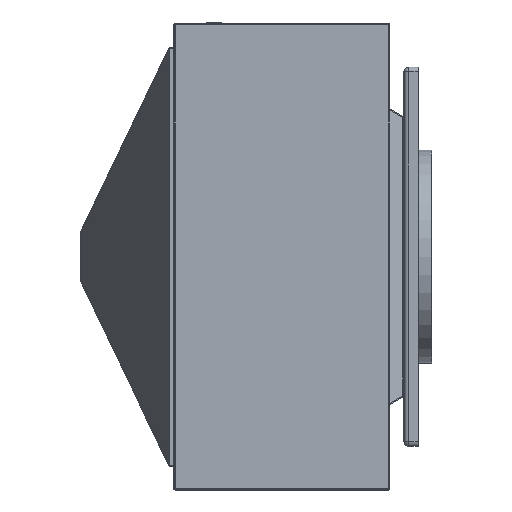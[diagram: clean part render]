
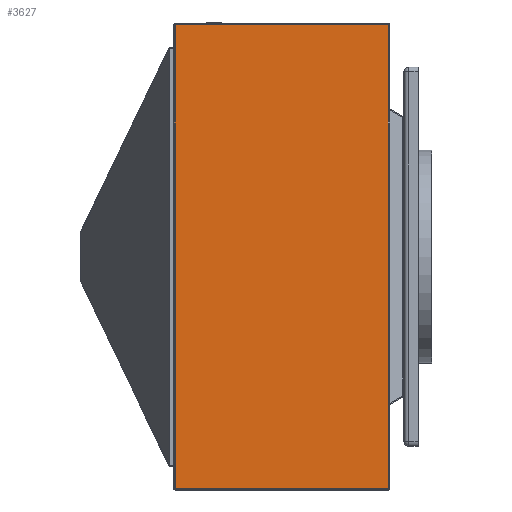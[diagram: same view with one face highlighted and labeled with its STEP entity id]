
A CAD part, left-side view. The second image highlights one B-rep face of the part: STEP entity #3627.
In plain terms, the highlighted planar face has unit normal (-1, 0, 0).
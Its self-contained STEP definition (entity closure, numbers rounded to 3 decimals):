
#3062 = DIRECTION ( 'NONE',  ( 0., 1., 0. ) ) ;
#3063 = VECTOR ( 'NONE', #3062, 1000. ) ;
#3064 = CARTESIAN_POINT ( 'NONE',  ( -492., 515.333, 489. ) ) ;
#3065 = LINE ( 'NONE', #3064, #3063 ) ;
#3066 = CARTESIAN_POINT ( 'NONE',  ( -492., 63., 489. ) ) ;
#3067 = DIRECTION ( 'NONE',  ( 0., 0., 1. ) ) ;
#3068 = VECTOR ( 'NONE', #3067, 1000. ) ;
#3069 = CARTESIAN_POINT ( 'NONE',  ( -492., 63., -492. ) ) ;
#3070 = LINE ( 'NONE', #3069, #3068 ) ;
#3071 = CARTESIAN_POINT ( 'NONE',  ( -492., 63., -489. ) ) ;
#3072 = DIRECTION ( 'NONE',  ( 0., -1., 0. ) ) ;
#3073 = VECTOR ( 'NONE', #3072, 1000. ) ;
#3074 = CARTESIAN_POINT ( 'NONE',  ( -492., 515.333, -489. ) ) ;
#3075 = LINE ( 'NONE', #3074, #3073 ) ;
#3076 = CARTESIAN_POINT ( 'NONE',  ( -492., 512.333, -489. ) ) ;
#3077 = CARTESIAN_POINT ( 'NONE',  ( -492., 512.333, 489. ) ) ;
#3078 = DIRECTION ( 'NONE',  ( 0., 0., -1. ) ) ;
#3079 = VECTOR ( 'NONE', #3078, 1000. ) ;
#3080 = CARTESIAN_POINT ( 'NONE',  ( -492., 512.333, -492. ) ) ;
#3081 = LINE ( 'NONE', #3080, #3079 ) ;
#3627 = ADVANCED_FACE ( 'NONE', ( #10893 ), #10892, .F. ) ;
#3628 = EDGE_LOOP ( 'NONE', ( #3629, #3633, #3636, #3639 ) ) ;
#3629 = ORIENTED_EDGE ( 'NONE', *, *, #3630, .T. ) ;
#3630 = EDGE_CURVE ( 'NONE', #3631, #3632, #3081, .T. ) ;
#3631 = VERTEX_POINT ( 'NONE', #3077 ) ;
#3632 = VERTEX_POINT ( 'NONE', #3076 ) ;
#3633 = ORIENTED_EDGE ( 'NONE', *, *, #3634, .T. ) ;
#3634 = EDGE_CURVE ( 'NONE', #3632, #3635, #3075, .T. ) ;
#3635 = VERTEX_POINT ( 'NONE', #3071 ) ;
#3636 = ORIENTED_EDGE ( 'NONE', *, *, #3637, .T. ) ;
#3637 = EDGE_CURVE ( 'NONE', #3635, #3638, #3070, .T. ) ;
#3638 = VERTEX_POINT ( 'NONE', #3066 ) ;
#3639 = ORIENTED_EDGE ( 'NONE', *, *, #3640, .T. ) ;
#3640 = EDGE_CURVE ( 'NONE', #3638, #3631, #3065, .T. ) ;
#9875 = DIRECTION ( 'NONE',  ( 0., 0., -1. ) ) ;
#10889 = DIRECTION ( 'NONE',  ( 1., 0., 0. ) ) ;
#10890 = CARTESIAN_POINT ( 'NONE',  ( -492., 515.333, -492. ) ) ;
#10891 = AXIS2_PLACEMENT_3D ( 'NONE', #10890, #10889, #9875 ) ;
#10892 = PLANE ( 'NONE',  #10891 ) ;
#10893 = FACE_OUTER_BOUND ( 'NONE', #3628, .T. ) ;
